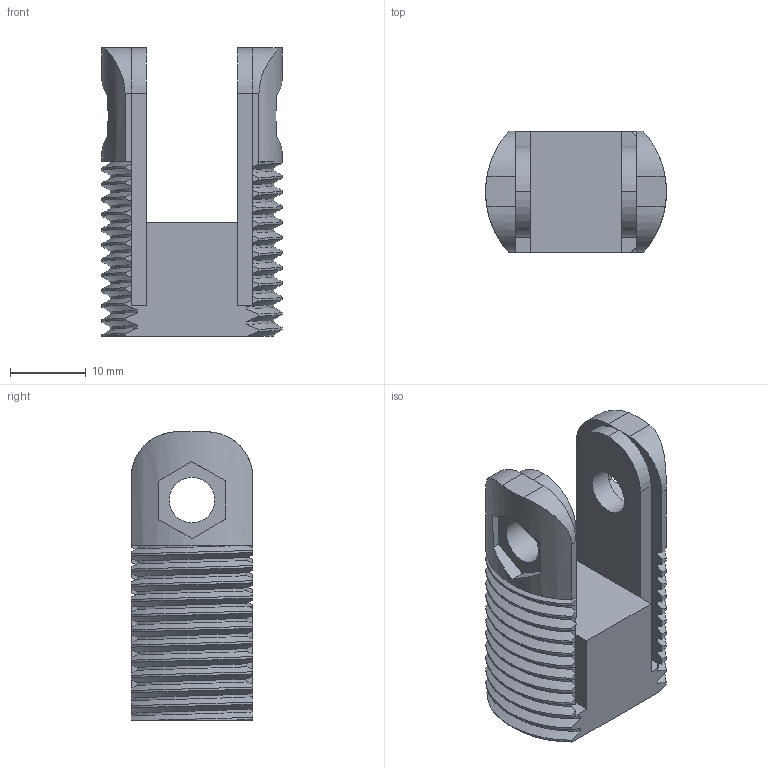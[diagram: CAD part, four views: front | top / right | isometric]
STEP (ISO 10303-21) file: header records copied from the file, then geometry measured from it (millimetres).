
FILE_DESCRIPTION(/* description */ (''),/* implementation_level */ '2;1');
FILE_NAME(/* name */ 'Tensioner body.step',/* time_stamp */ '2025-04-05T17:14:53+02:00',/* author */ (''),/* organization */ (''),/* preprocessor_version */ 'ST-DEVELOPER v20.1',/* originating_system */ 'Autodesk Translation Framework v14.4.0.0',/* authorisation */ '');
FILE_SCHEMA (('AUTOMOTIVE_DESIGN { 1 0 10303 214 3 1 1 }'));
Length unit declared in the file: millimetre
Products named in the file (1): (Unsaved)
Bounding box: 23.82 x 16 x 38 mm (x, y, z)
Volume: 7251.6 mm3; surface area: 4209.5 mm2
Topology: 1 solids, 1 shells, 190 faces, 552 edges, 366 vertices
Faces by surface type: plane 81, cylinder 59, bspline 50
Full cylindrical faces by diameter (mm): 6 x2
Entity records: 9113 total; most frequent: CARTESIAN_POINT 4755, ORIENTED_EDGE 1104, DIRECTION 576, EDGE_CURVE 552, VERTEX_POINT 366, B_SPLINE_CURVE_WITH_KNOTS 286, LINE 230, VECTOR 230
